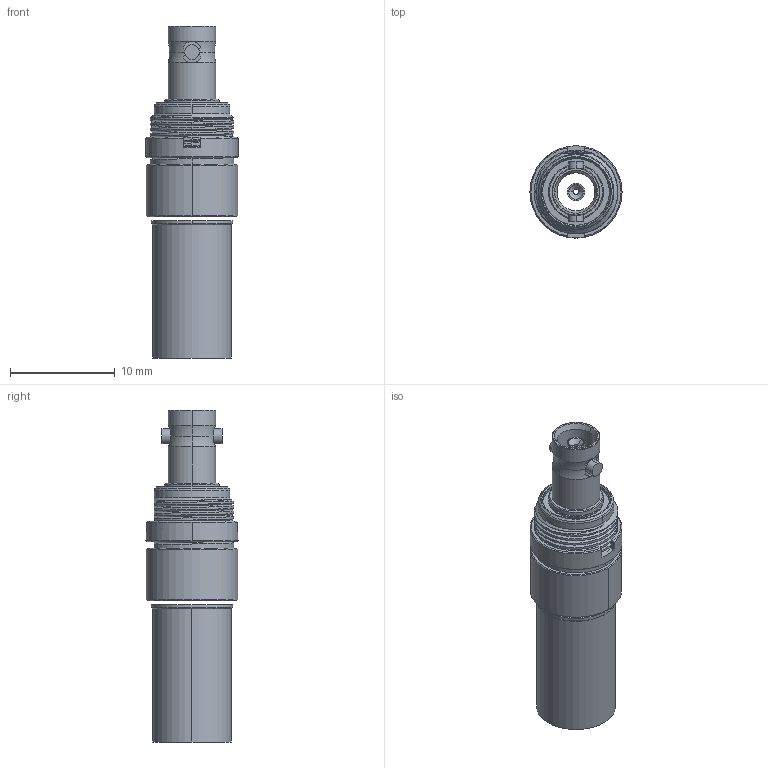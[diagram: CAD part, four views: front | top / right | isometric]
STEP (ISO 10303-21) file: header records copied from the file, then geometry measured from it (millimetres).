
FILE_DESCRIPTION (( 'STEP AP214' ), '1' );
FILE_NAME ('67-258-D126-FB1.STEP', '2024-07-30T16:01:33', ( '' ), ( '' ), 'SwSTEP 2.0', 'SolidWorks 2023', '' );
FILE_SCHEMA (( 'AUTOMOTIVE_DESIGN' ));
Length unit declared in the file: millimetre
Products named in the file (1): 67-258-D126-FB1
Bounding box: 8.8 x 8.8 x 31.7 mm (x, y, z)
Surface area: 1352.8 mm2 (no closed solid volume)
Topology: 0 solids, 9 shells, 150 faces, 418 edges, 275 vertices
Faces by surface type: cylinder 56, cone 38, plane 26, bspline 22, torus 8
Entity records: 10564 total; most frequent: CARTESIAN_POINT 7031, ORIENTED_EDGE 747, DIRECTION 688, EDGE_CURVE 418, AXIS2_PLACEMENT_3D 286, VERTEX_POINT 275, EDGE_LOOP 165, CIRCLE 157
